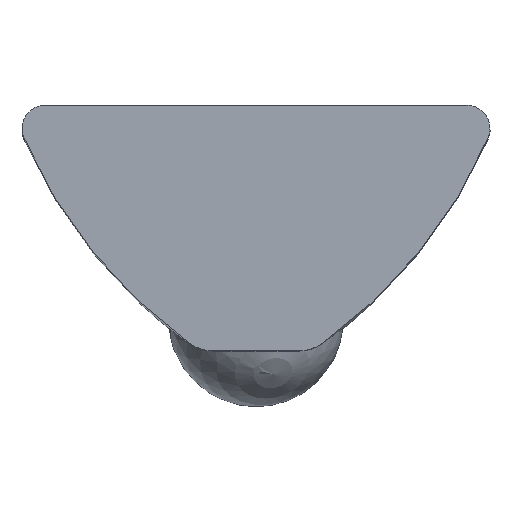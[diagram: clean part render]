
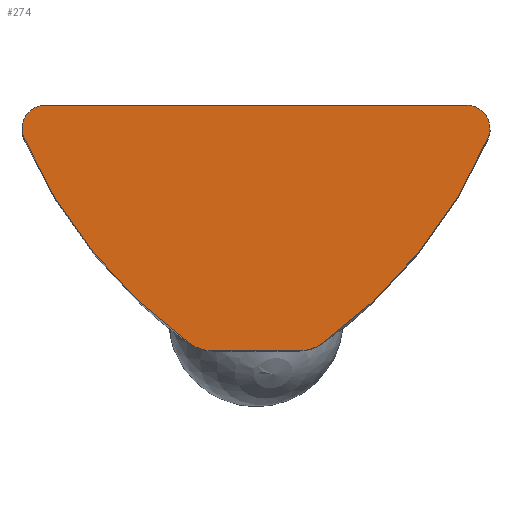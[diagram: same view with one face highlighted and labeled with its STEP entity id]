
A CAD part, top view. The second image highlights one B-rep face of the part: STEP entity #274.
In plain terms, the highlighted planar face has unit normal (0, 0, 1).
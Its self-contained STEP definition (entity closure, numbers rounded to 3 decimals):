
#10 = AXIS2_PLACEMENT_3D ( 'NONE', #1221, #600, #1326 ) ;
#13 = DIRECTION ( 'NONE',  ( 0., 0., 1. ) ) ;
#25 = VERTEX_POINT ( 'NONE', #1204 ) ;
#61 = VERTEX_POINT ( 'NONE', #473 ) ;
#109 = VERTEX_POINT ( 'NONE', #570 ) ;
#116 = PLANE ( 'NONE',  #619 ) ;
#120 = CIRCLE ( 'NONE', #1036, 0.4 ) ;
#129 = CARTESIAN_POINT ( 'NONE',  ( -3.6, -0.4, 12. ) ) ;
#145 = CIRCLE ( 'NONE', #1141, 8.5 ) ;
#157 = CIRCLE ( 'NONE', #628, 0.7 ) ;
#214 = CARTESIAN_POINT ( 'NONE',  ( 3.6, -0.4, 12. ) ) ;
#221 = CARTESIAN_POINT ( 'NONE',  ( -4., -0.4, 12. ) ) ;
#223 = DIRECTION ( 'NONE',  ( -1., 0., 0. ) ) ;
#236 = DIRECTION ( 'NONE',  ( 0., 0., -1. ) ) ;
#274 = ADVANCED_FACE ( 'NONE', ( #1231 ), #116, .T. ) ;
#279 = CIRCLE ( 'NONE', #1125, 0.7 ) ;
#299 = CARTESIAN_POINT ( 'NONE',  ( 1.139, -4.068, 12. ) ) ;
#309 = DIRECTION ( 'NONE',  ( -1., 0., 0. ) ) ;
#317 = ORIENTED_EDGE ( 'NONE', *, *, #913, .T. ) ;
#320 = EDGE_CURVE ( 'NONE', #109, #617, #1039, .T. ) ;
#340 = CIRCLE ( 'NONE', #1020, 0.4 ) ;
#359 = CARTESIAN_POINT ( 'NONE',  ( -0.73, -3.5, 12. ) ) ;
#393 = CARTESIAN_POINT ( 'NONE',  ( 3.967, -0.559, 12. ) ) ;
#431 = VERTEX_POINT ( 'NONE', #299 ) ;
#435 = CARTESIAN_POINT ( 'NONE',  ( -3.6, -0.4, 12. ) ) ;
#462 = VERTEX_POINT ( 'NONE', #221 ) ;
#473 = CARTESIAN_POINT ( 'NONE',  ( -3.967, -0.559, 12. ) ) ;
#475 = DIRECTION ( 'NONE',  ( -1., 0., 0. ) ) ;
#509 = CIRCLE ( 'NONE', #10, 8.5 ) ;
#518 = CARTESIAN_POINT ( 'NONE',  ( -1.139, -4.068, 12. ) ) ;
#527 = CARTESIAN_POINT ( 'NONE',  ( -2.45, 0., 12. ) ) ;
#539 = DIRECTION ( 'NONE',  ( -1., 0., 0. ) ) ;
#570 = CARTESIAN_POINT ( 'NONE',  ( -0.73, -4.2, 12. ) ) ;
#592 = VERTEX_POINT ( 'NONE', #393 ) ;
#600 = DIRECTION ( 'NONE',  ( 0., 0., 1. ) ) ;
#617 = VERTEX_POINT ( 'NONE', #1037 ) ;
#619 = AXIS2_PLACEMENT_3D ( 'NONE', #664, #1340, #856 ) ;
#624 = CARTESIAN_POINT ( 'NONE',  ( -3.828, 2.83, 12. ) ) ;
#627 = DIRECTION ( 'NONE',  ( -1., 0., 0. ) ) ;
#628 = AXIS2_PLACEMENT_3D ( 'NONE', #359, #1087, #475 ) ;
#635 = ORIENTED_EDGE ( 'NONE', *, *, #1307, .F. ) ;
#662 = LINE ( 'NONE', #527, #1170 ) ;
#664 = CARTESIAN_POINT ( 'NONE',  ( -3.6, -0.4, 12. ) ) ;
#735 = DIRECTION ( 'NONE',  ( -1., 0., 0. ) ) ;
#755 = EDGE_LOOP ( 'NONE', ( #921, #1305, #635, #872, #941, #1112, #317, #897, #1154 ) ) ;
#777 = AXIS2_PLACEMENT_3D ( 'NONE', #435, #1153, #539 ) ;
#784 = CARTESIAN_POINT ( 'NONE',  ( -3.6, 0., 12. ) ) ;
#803 = EDGE_CURVE ( 'NONE', #61, #871, #509, .T. ) ;
#855 = DIRECTION ( 'NONE',  ( 0., 0., -1. ) ) ;
#856 = DIRECTION ( 'NONE',  ( 1., 0., 0. ) ) ;
#871 = VERTEX_POINT ( 'NONE', #518 ) ;
#872 = ORIENTED_EDGE ( 'NONE', *, *, #320, .T. ) ;
#875 = CARTESIAN_POINT ( 'NONE',  ( 0.73, -3.5, 12. ) ) ;
#889 = EDGE_CURVE ( 'NONE', #431, #592, #145, .T. ) ;
#897 = ORIENTED_EDGE ( 'NONE', *, *, #906, .T. ) ;
#906 = EDGE_CURVE ( 'NONE', #25, #1338, #662, .T. ) ;
#909 = CIRCLE ( 'NONE', #777, 0.4 ) ;
#913 = EDGE_CURVE ( 'NONE', #592, #25, #120, .T. ) ;
#921 = ORIENTED_EDGE ( 'NONE', *, *, #940, .F. ) ;
#939 = DIRECTION ( 'NONE',  ( 0., 0., 1. ) ) ;
#940 = EDGE_CURVE ( 'NONE', #61, #462, #340, .T. ) ;
#941 = ORIENTED_EDGE ( 'NONE', *, *, #1011, .F. ) ;
#949 = EDGE_CURVE ( 'NONE', #462, #1338, #909, .T. ) ;
#967 = DIRECTION ( 'NONE',  ( -1., 0., 0. ) ) ;
#1003 = CARTESIAN_POINT ( 'NONE',  ( -3.6, -4.2, 12. ) ) ;
#1011 = EDGE_CURVE ( 'NONE', #431, #617, #279, .T. ) ;
#1020 = AXIS2_PLACEMENT_3D ( 'NONE', #129, #855, #223 ) ;
#1036 = AXIS2_PLACEMENT_3D ( 'NONE', #214, #939, #309 ) ;
#1037 = CARTESIAN_POINT ( 'NONE',  ( 0.73, -4.2, 12. ) ) ;
#1039 = LINE ( 'NONE', #1003, #1314 ) ;
#1087 = DIRECTION ( 'NONE',  ( 0., 0., -1. ) ) ;
#1112 = ORIENTED_EDGE ( 'NONE', *, *, #889, .T. ) ;
#1125 = AXIS2_PLACEMENT_3D ( 'NONE', #875, #236, #967 ) ;
#1141 = AXIS2_PLACEMENT_3D ( 'NONE', #624, #13, #735 ) ;
#1153 = DIRECTION ( 'NONE',  ( 0., 0., -1. ) ) ;
#1154 = ORIENTED_EDGE ( 'NONE', *, *, #949, .F. ) ;
#1170 = VECTOR ( 'NONE', #627, 1000. ) ;
#1185 = DIRECTION ( 'NONE',  ( 1., 0., 0. ) ) ;
#1204 = CARTESIAN_POINT ( 'NONE',  ( 3.6, 0., 12. ) ) ;
#1221 = CARTESIAN_POINT ( 'NONE',  ( 3.828, 2.83, 12. ) ) ;
#1231 = FACE_OUTER_BOUND ( 'NONE', #755, .T. ) ;
#1305 = ORIENTED_EDGE ( 'NONE', *, *, #803, .T. ) ;
#1307 = EDGE_CURVE ( 'NONE', #109, #871, #157, .T. ) ;
#1314 = VECTOR ( 'NONE', #1185, 1000. ) ;
#1326 = DIRECTION ( 'NONE',  ( -1., 0., 0. ) ) ;
#1338 = VERTEX_POINT ( 'NONE', #784 ) ;
#1340 = DIRECTION ( 'NONE',  ( 0., 0., 1. ) ) ;
